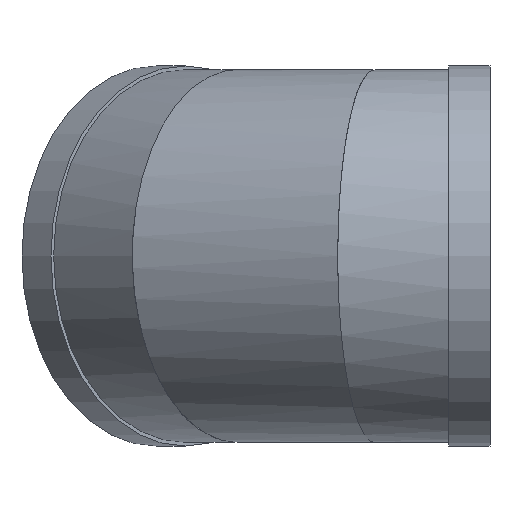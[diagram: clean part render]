
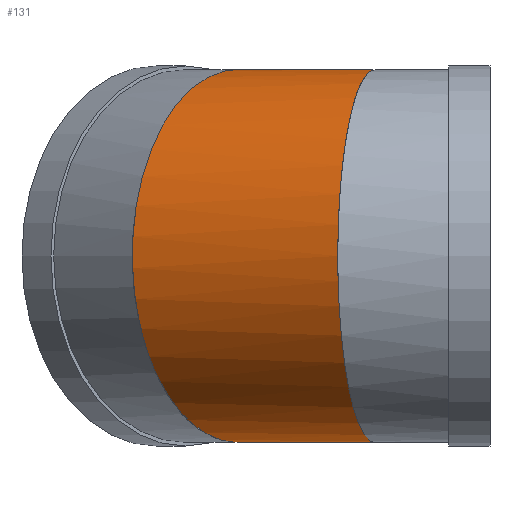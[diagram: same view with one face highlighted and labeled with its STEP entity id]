
A CAD part, left-side view. The second image highlights one B-rep face of the part: STEP entity #131.
In plain terms, the highlighted cylindrical face has radius 300 mm (diameter 600 mm), a full revolution.
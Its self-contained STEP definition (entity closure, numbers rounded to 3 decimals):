
#131 = ADVANCED_FACE( '', ( #238, #239 ), #240, .T. );
#238 = FACE_OUTER_BOUND( '', #332, .T. );
#239 = FACE_OUTER_BOUND( '', #333, .T. );
#240 = CYLINDRICAL_SURFACE( '', #334, 300. );
#332 = EDGE_LOOP( '', ( #440 ) );
#333 = EDGE_LOOP( '', ( #441 ) );
#334 = AXIS2_PLACEMENT_3D( '', #442, #443, #444 );
#440 = ORIENTED_EDGE( '', *, *, #509, .T. );
#441 = ORIENTED_EDGE( '', *, *, #484, .T. );
#442 = CARTESIAN_POINT( '', ( 275.282, 849.938, 0. ) );
#443 = DIRECTION( '', ( 0.383, 0.924, 0. ) );
#444 = DIRECTION( '', ( 0.924, -0.383, 0. ) );
#484 = EDGE_CURVE( '', #525, #525, #526, .T. );
#509 = EDGE_CURVE( '', #564, #564, #565, .T. );
#525 = VERTEX_POINT( '', #585 );
#526 = ELLIPSE( '', #586, 305.877, 300. );
#564 = VERTEX_POINT( '', #624 );
#565 = ELLIPSE( '', #625, 305.877, 300. );
#585 = CARTESIAN_POINT( '', ( -300., 245.021, 0. ) );
#586 = AXIS2_PLACEMENT_3D( '', #645, #646, #647 );
#624 = CARTESIAN_POINT( '', ( 345.672, 235.936, 0. ) );
#625 = AXIS2_PLACEMENT_3D( '', #687, #688, #689 );
#645 = CARTESIAN_POINT( '', ( 0., 185.347, 0. ) );
#646 = DIRECTION( '', ( 0.195, 0.981, 0. ) );
#647 = DIRECTION( '', ( -0.981, 0.195, 0. ) );
#687 = CARTESIAN_POINT( '', ( 91.345, 405.873, 0. ) );
#688 = DIRECTION( '', ( -0.556, -0.831, 0. ) );
#689 = DIRECTION( '', ( 0.831, -0.556, 0. ) );
